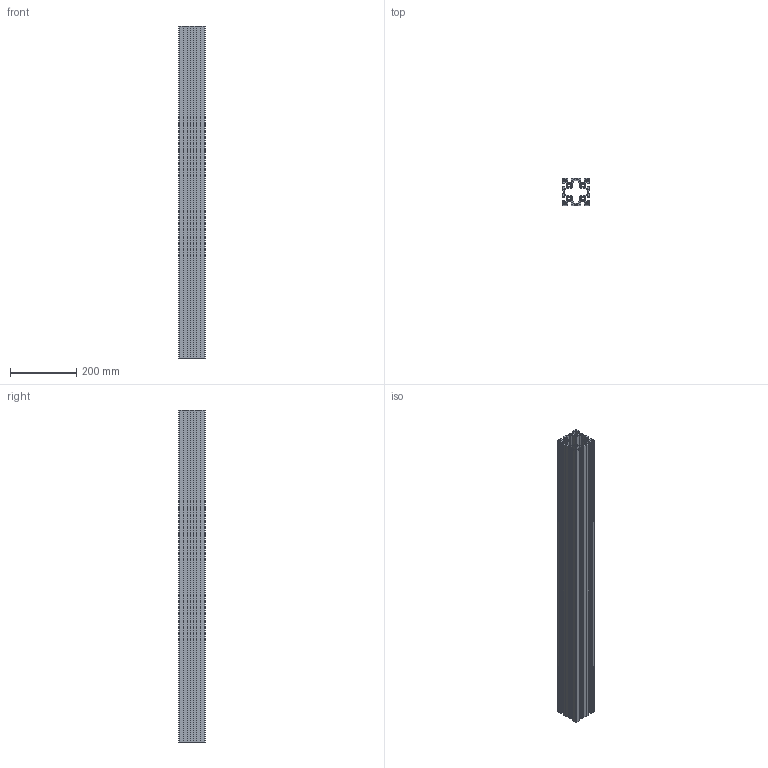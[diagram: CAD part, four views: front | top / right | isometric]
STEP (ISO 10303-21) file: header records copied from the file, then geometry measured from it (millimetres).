
FILE_DESCRIPTION(/* description */ (''),/* implementation_level */ '2;1');
FILE_NAME(/* name */ '82081_KriTec_Profil_10_80x80_leicht.stp',/* time_stamp */ '2014-09-10T13:28:01+02:00',/* author */ ('kostic'),/* organization */ (''),/* preprocessor_version */ 'ST-DEVELOPER v15.2',/* originating_system */ 'Autodesk Inventor 2014',/* authorisation */ '');
FILE_SCHEMA (('AUTOMOTIVE_DESIGN { 1 0 10303 214 3 1 1 }'));
Length unit declared in the file: millimetre
Products named in the file (1): 82081_KriTec_Profil_10_80x80_leicht
Bounding box: 80 x 80 x 1000 mm (x, y, z)
Volume: 1814618.9 mm3; surface area: 1199383.1 mm2
Topology: 1 solids, 1 shells, 298 faces, 888 edges, 592 vertices
Faces by surface type: plane 262, cylinder 36
Entity records: 9921 total; most frequent: CARTESIAN_POINT 1779, ORIENTED_EDGE 1776, DIRECTION 1558, EDGE_CURVE 888, LINE 816, VECTOR 816, VERTEX_POINT 592, AXIS2_PLACEMENT_3D 371
